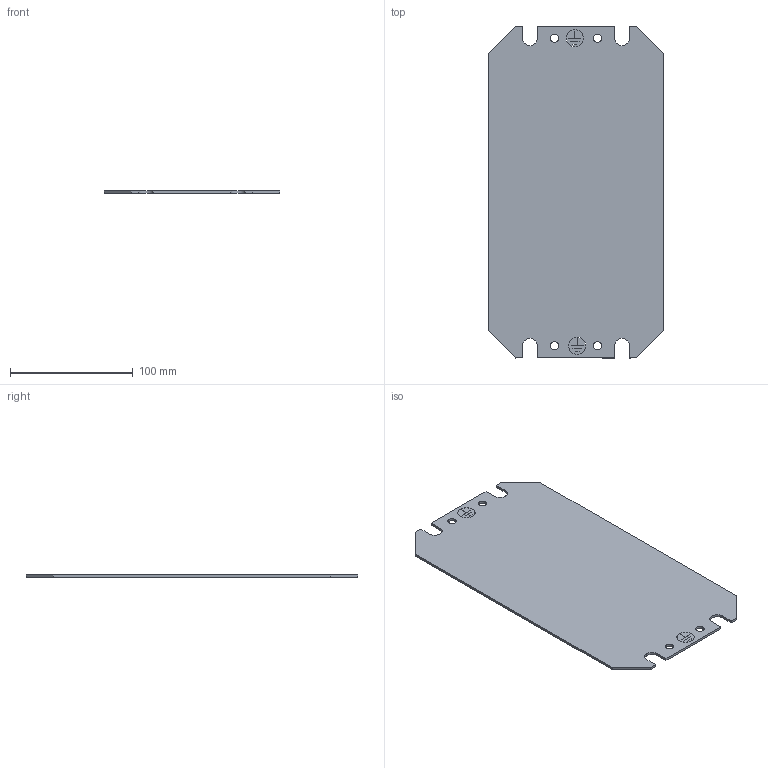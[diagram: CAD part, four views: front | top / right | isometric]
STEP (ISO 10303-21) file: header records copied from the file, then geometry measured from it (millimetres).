
FILE_DESCRIPTION (( 'STEP AP214' ), '1' );
FILE_NAME ('0331-2030-00-13.step', '2022-06-08T11:56:16', ( '' ), ( '' ), 'SwSTEP 2.0', 'SolidWorks 2019', '' );
FILE_SCHEMA (( 'AUTOMOTIVE_DESIGN' ));
Length unit declared in the file: millimetre
Products named in the file (1): 0331-2030-00-13
Bounding box: 143 x 270 x 2 mm (x, y, z)
Volume: 73553.4 mm3; surface area: 76044.8 mm2
Topology: 1 solids, 1 shells, 88 faces, 264 edges, 176 vertices
Faces by surface type: plane 68, cylinder 20
Entity records: 3054 total; most frequent: CARTESIAN_POINT 529, ORIENTED_EDGE 528, DIRECTION 498, EDGE_CURVE 264, LINE 208, VECTOR 208, VERTEX_POINT 176, AXIS2_PLACEMENT_3D 145
